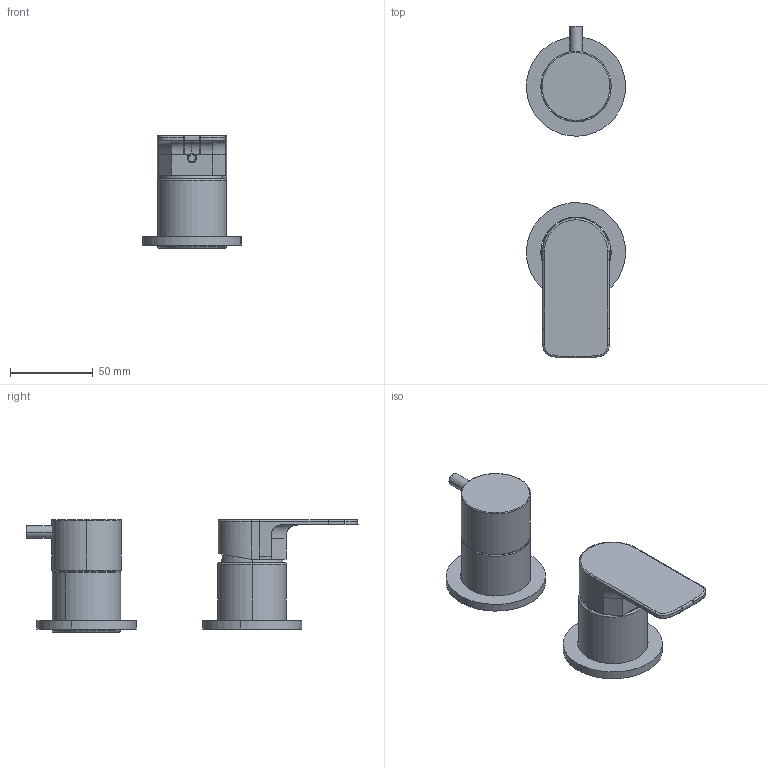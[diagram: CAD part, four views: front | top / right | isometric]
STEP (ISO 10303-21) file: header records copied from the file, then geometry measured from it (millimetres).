
FILE_DESCRIPTION (( 'STEP AP214' ), '1' );
FILE_NAME ('3195.STEP', '2025-02-07T10:27:50', ( '' ), ( '' ), 'SwSTEP 2.0', 'SolidWorks 2018', '' );
FILE_SCHEMA (( 'AUTOMOTIVE_DESIGN' ));
Length unit declared in the file: millimetre
Products named in the file (6): 0100300000; 912; 3195; 0101519501; 983_F; 0101900801
Assembly tree (7 placements, depth 2):
  3195
    0100300000
    0101900801
    983_F  x2
    912  x2
    0101519501
Bounding box: 59.86 x 200.44 x 68 mm (x, y, z)
Volume: 91906.2 mm3; surface area: 52767.5 mm2
Topology: 8 solids, 8 shells, 208 faces, 475 edges, 296 vertices
Faces by surface type: cylinder 76, plane 68, bspline 44, torus 16, cone 4
Entity records: 7494 total; most frequent: CARTESIAN_POINT 3542, ORIENTED_EDGE 806, DIRECTION 685, EDGE_CURVE 403, AXIS2_PLACEMENT_3D 254, VERTEX_POINT 250, EDGE_LOOP 189, LINE 177
